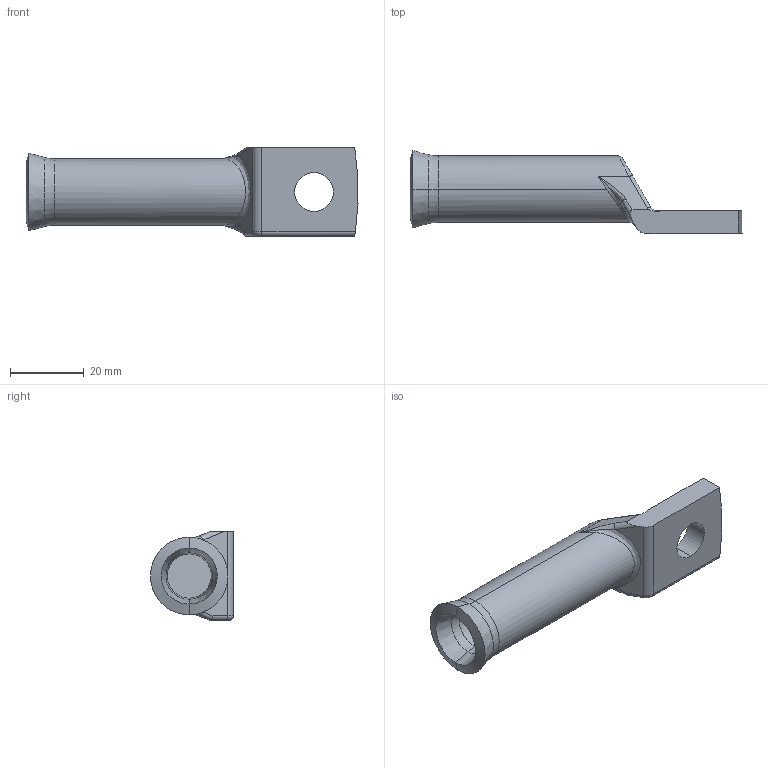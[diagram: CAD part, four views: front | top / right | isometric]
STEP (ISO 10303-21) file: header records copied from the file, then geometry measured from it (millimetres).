
FILE_DESCRIPTION (( 'STEP AP203' ), '1' );
FILE_NAME ('70 mm² DIN NORMU ALÜMÝNYUM SKP (KALAY KAPLI).STEP', '2025-07-21T06:19:06', ( '' ), ( '' ), 'SwSTEP 2.0', 'SolidWorks 2023', '' );
FILE_SCHEMA (( 'CONFIG_CONTROL_DESIGN' ));
Length unit declared in the file: millimetre
Products named in the file (1): 70 mm² DIN NORMU ALÜMİNYUM SKP (KALAY KAPLI)
Bounding box: 89.93 x 22.5 x 24 mm (x, y, z)
Volume: 13630.1 mm3; surface area: 7966.5 mm2
Topology: 1 solids, 1 shells, 43 faces, 102 edges, 59 vertices
Faces by surface type: cylinder 15, plane 9, bspline 8, cone 6, torus 5
Entity records: 1626 total; most frequent: CARTESIAN_POINT 646, ORIENTED_EDGE 200, DIRECTION 180, EDGE_CURVE 100, AXIS2_PLACEMENT_3D 71, VERTEX_POINT 59, EDGE_LOOP 45, ADVANCED_FACE 43
